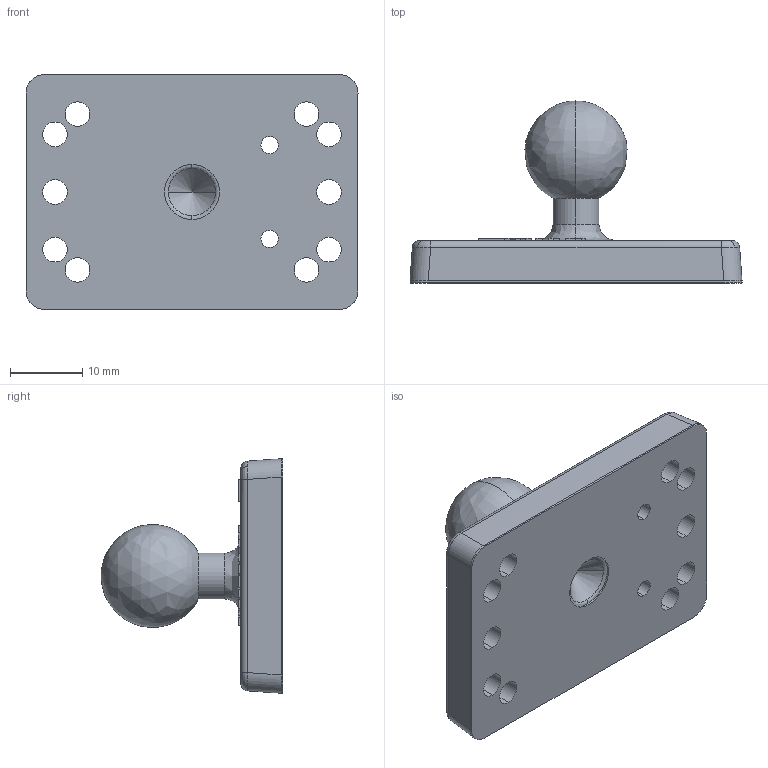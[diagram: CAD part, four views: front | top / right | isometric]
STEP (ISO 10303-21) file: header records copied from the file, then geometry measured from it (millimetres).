
FILE_DESCRIPTION (( 'STEP AP203' ), '1' );
FILE_NAME ('98-9000053-01.STEP', '2016-09-07T21:24:29', ( '' ), ( '' ), 'SwSTEP 2.0', 'SolidWorks 2013', '' );
FILE_SCHEMA (( 'CONFIG_CONTROL_DESIGN' ));
Length unit declared in the file: millimetre
Products named in the file (1): 98-9000053-01
Bounding box: 46.02 x 25.22 x 32.51 mm (x, y, z)
Surface area: 5007.3 mm2 (no closed solid volume)
Topology: 0 solids, 1 shells, 158 faces, 440 edges, 284 vertices
Faces by surface type: plane 89, cylinder 36, bspline 31, cone 2
Entity records: 6219 total; most frequent: CARTESIAN_POINT 2279, ORIENTED_EDGE 840, DIRECTION 700, EDGE_CURVE 436, LINE 306, VECTOR 306, VERTEX_POINT 284, AXIS2_PLACEMENT_3D 197
